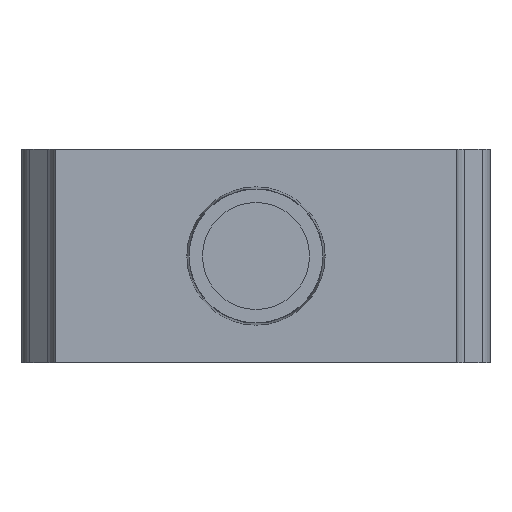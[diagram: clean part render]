
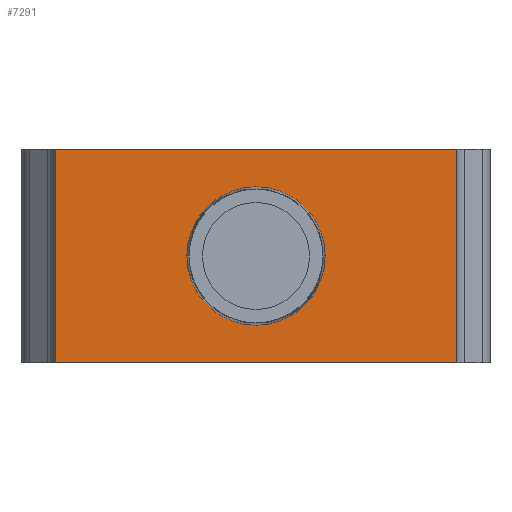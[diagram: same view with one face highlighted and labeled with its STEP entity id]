
A CAD part, front view. The second image highlights one B-rep face of the part: STEP entity #7291.
In plain terms, the highlighted planar face has unit normal (0, -1, 0).
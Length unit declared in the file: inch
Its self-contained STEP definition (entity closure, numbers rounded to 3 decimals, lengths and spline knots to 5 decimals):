
#299 = VECTOR ( 'NONE', #2054, 39.37008 ) ;
#332 = CARTESIAN_POINT ( 'NONE',  ( -0.20359, -1.5748, 0.31496 ) ) ;
#360 = EDGE_CURVE ( 'NONE', #8213, #6519, #9134, .T. ) ;
#515 = ORIENTED_EDGE ( 'NONE', *, *, #360, .T. ) ;
#611 = LINE ( 'NONE', #2287, #8037 ) ;
#713 = LINE ( 'NONE', #3176, #4314 ) ;
#718 = CARTESIAN_POINT ( 'NONE',  ( 0.59055, -1.5748, 0.05906 ) ) ;
#741 = EDGE_CURVE ( 'NONE', #8425, #2439, #5271, .T. ) ;
#1406 = VECTOR ( 'NONE', #3799, 39.37008 ) ;
#1767 = CARTESIAN_POINT ( 'NONE',  ( 0.59055, -1.5748, 0. ) ) ;
#1933 = DIRECTION ( 'NONE',  ( 1., 0., 0. ) ) ;
#2054 = DIRECTION ( 'NONE',  ( 0., 0., 1. ) ) ;
#2287 = CARTESIAN_POINT ( 'NONE',  ( 0.59055, -1.5748, 0. ) ) ;
#2439 = VERTEX_POINT ( 'NONE', #8749 ) ;
#2792 = EDGE_CURVE ( 'NONE', #2439, #7581, #713, .T. ) ;
#2861 = DIRECTION ( 'NONE',  ( 0., -1., 0. ) ) ;
#2997 = DIRECTION ( 'NONE',  ( 1., 0., 0. ) ) ;
#3144 = DIRECTION ( 'NONE',  ( -1., 0., 0. ) ) ;
#3176 = CARTESIAN_POINT ( 'NONE',  ( -0.68898, -1.5748, 0.62992 ) ) ;
#3493 = CARTESIAN_POINT ( 'NONE',  ( -0.59055, -1.5748, 0. ) ) ;
#3510 = ORIENTED_EDGE ( 'NONE', *, *, #7654, .T. ) ;
#3686 = CARTESIAN_POINT ( 'NONE',  ( 0., -1.5748, 0.31496 ) ) ;
#3799 = DIRECTION ( 'NONE',  ( 0., 0., 1. ) ) ;
#3869 = EDGE_CURVE ( 'NONE', #6034, #8425, #611, .T. ) ;
#4025 = LINE ( 'NONE', #3493, #299 ) ;
#4193 = AXIS2_PLACEMENT_3D ( 'NONE', #3686, #6652, #2997 ) ;
#4314 = VECTOR ( 'NONE', #3144, 39.37008 ) ;
#4457 = FACE_OUTER_BOUND ( 'NONE', #6666, .T. ) ;
#4740 = EDGE_LOOP ( 'NONE', ( #515, #3510 ) ) ;
#4800 = FACE_BOUND ( 'NONE', #4740, .T. ) ;
#5086 = AXIS2_PLACEMENT_3D ( 'NONE', #6341, #5672, #1933 ) ;
#5271 = LINE ( 'NONE', #5385, #1406 ) ;
#5342 = ORIENTED_EDGE ( 'NONE', *, *, #6591, .F. ) ;
#5385 = CARTESIAN_POINT ( 'NONE',  ( 0.59055, -1.5748, 0.05906 ) ) ;
#5426 = CARTESIAN_POINT ( 'NONE',  ( -0.59055, -1.5748, 0.62992 ) ) ;
#5672 = DIRECTION ( 'NONE',  ( 0., 1., 0. ) ) ;
#5693 = ORIENTED_EDGE ( 'NONE', *, *, #2792, .T. ) ;
#5824 = DIRECTION ( 'NONE',  ( -1., 0., 0. ) ) ;
#6034 = VERTEX_POINT ( 'NONE', #8647 ) ;
#6341 = CARTESIAN_POINT ( 'NONE',  ( 0., -1.5748, 0.31496 ) ) ;
#6430 = PLANE ( 'NONE',  #7664 ) ;
#6519 = VERTEX_POINT ( 'NONE', #332 ) ;
#6591 = EDGE_CURVE ( 'NONE', #6034, #7581, #4025, .T. ) ;
#6652 = DIRECTION ( 'NONE',  ( 0., 1., 0. ) ) ;
#6666 = EDGE_LOOP ( 'NONE', ( #5342, #7743, #7197, #5693 ) ) ;
#7001 = CIRCLE ( 'NONE', #5086, 0.20359 ) ;
#7197 = ORIENTED_EDGE ( 'NONE', *, *, #741, .T. ) ;
#7291 = ADVANCED_FACE ( 'NONE', ( #4800, #4457 ), #6430, .T. ) ;
#7433 = DIRECTION ( 'NONE',  ( 1., 0., 0. ) ) ;
#7581 = VERTEX_POINT ( 'NONE', #5426 ) ;
#7654 = EDGE_CURVE ( 'NONE', #6519, #8213, #7001, .T. ) ;
#7664 = AXIS2_PLACEMENT_3D ( 'NONE', #718, #2861, #5824 ) ;
#7743 = ORIENTED_EDGE ( 'NONE', *, *, #3869, .T. ) ;
#8037 = VECTOR ( 'NONE', #7433, 39.37008 ) ;
#8089 = CARTESIAN_POINT ( 'NONE',  ( 0.20359, -1.5748, 0.31496 ) ) ;
#8213 = VERTEX_POINT ( 'NONE', #8089 ) ;
#8425 = VERTEX_POINT ( 'NONE', #1767 ) ;
#8647 = CARTESIAN_POINT ( 'NONE',  ( -0.59055, -1.5748, 0. ) ) ;
#8749 = CARTESIAN_POINT ( 'NONE',  ( 0.59055, -1.5748, 0.62992 ) ) ;
#9134 = CIRCLE ( 'NONE', #4193, 0.20359 ) ;
